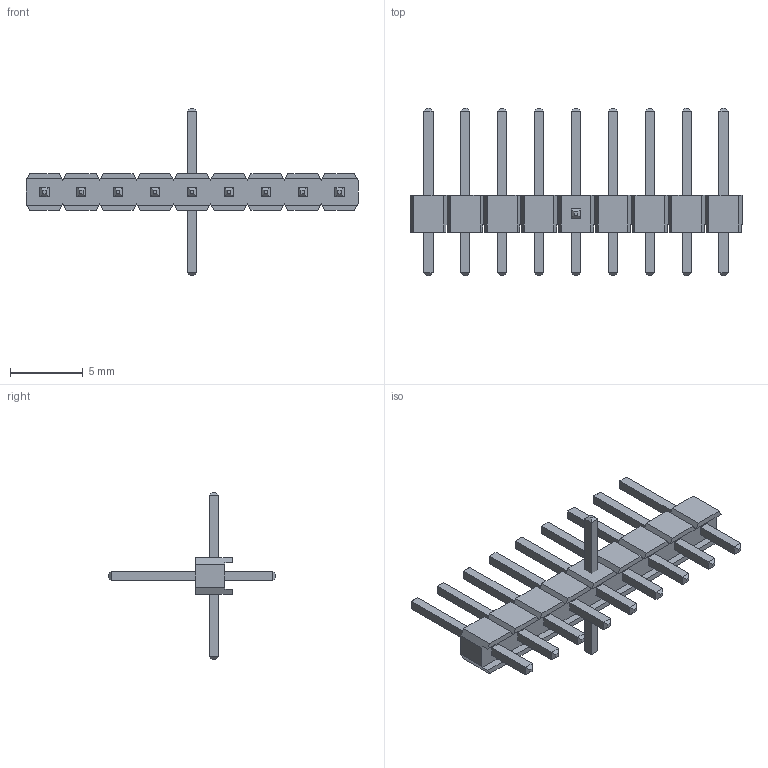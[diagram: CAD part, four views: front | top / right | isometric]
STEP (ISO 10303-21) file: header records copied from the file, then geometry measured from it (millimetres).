
FILE_DESCRIPTION( ( 'Unknown' ), '1' );
FILE_NAME( '61100911121.stp', 'Unknown', ( 'Unknown' ), ( 'Unknown' ), 'PSStep 14.0', 'Unknown', ' ' );
FILE_SCHEMA( ( 'AUTOMOTIVE_DESIGN { 1 0 10303 214 1 1 1 1 }' ) );
Length unit declared in the file: millimetre
Products named in the file (3): Assem1; 6130xx11121_PIN; 61300911121
Bounding box: 22.86 x 11.54 x 11.54 mm (x, y, z)
Volume: 274 mm3; surface area: 938.3 mm2
Topology: 12 solids, 12 shells, 400 faces, 1048 edges, 672 vertices
Faces by surface type: plane 400
Entity records: 5870 total; most frequent: CARTESIAN_POINT 839, ORIENTED_EDGE 824, DIRECTION 722, EDGE_CURVE 412, LINE 412, VECTOR 412, VERTEX_POINT 272, EDGE_LOOP 162
